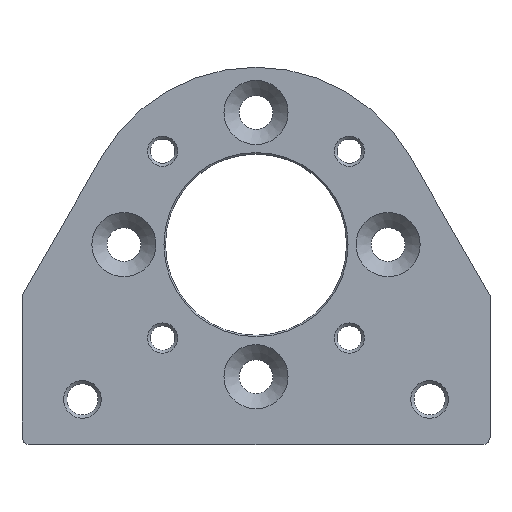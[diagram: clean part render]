
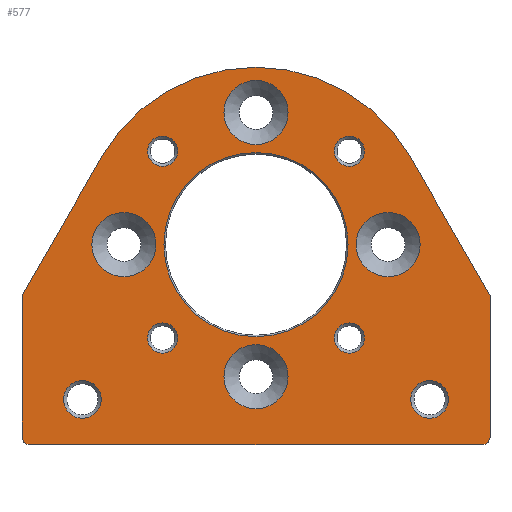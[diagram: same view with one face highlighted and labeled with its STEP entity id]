
A CAD part, top view. The second image highlights one B-rep face of the part: STEP entity #577.
In plain terms, the highlighted planar face has unit normal (0, 0, 1).
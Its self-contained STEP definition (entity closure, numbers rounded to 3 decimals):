
#39=CIRCLE('',#625,1.);
#41=CIRCLE('',#629,1.);
#43=CIRCLE('',#634,23.5);
#44=CIRCLE('',#636,12.2);
#45=CIRCLE('',#637,2.);
#46=CIRCLE('',#638,2.);
#47=CIRCLE('',#639,2.);
#48=CIRCLE('',#640,2.);
#49=CIRCLE('',#641,4.25);
#50=CIRCLE('',#642,4.25);
#51=CIRCLE('',#643,4.25);
#52=CIRCLE('',#644,4.25);
#53=CIRCLE('',#645,2.5);
#54=CIRCLE('',#646,2.5);
#130=ORIENTED_EDGE('',*,*,#250,.F.);
#131=ORIENTED_EDGE('',*,*,#251,.T.);
#132=ORIENTED_EDGE('',*,*,#252,.T.);
#133=ORIENTED_EDGE('',*,*,#253,.T.);
#134=ORIENTED_EDGE('',*,*,#254,.T.);
#135=ORIENTED_EDGE('',*,*,#255,.T.);
#136=ORIENTED_EDGE('',*,*,#256,.T.);
#137=ORIENTED_EDGE('',*,*,#257,.T.);
#138=ORIENTED_EDGE('',*,*,#258,.T.);
#139=ORIENTED_EDGE('',*,*,#259,.F.);
#140=ORIENTED_EDGE('',*,*,#260,.F.);
#141=ORIENTED_EDGE('',*,*,#228,.T.);
#142=ORIENTED_EDGE('',*,*,#232,.T.);
#143=ORIENTED_EDGE('',*,*,#235,.T.);
#144=ORIENTED_EDGE('',*,*,#238,.T.);
#145=ORIENTED_EDGE('',*,*,#241,.T.);
#146=ORIENTED_EDGE('',*,*,#244,.T.);
#147=ORIENTED_EDGE('',*,*,#247,.T.);
#148=ORIENTED_EDGE('',*,*,#249,.T.);
#228=EDGE_CURVE('',#293,#292,#348,.T.);
#232=EDGE_CURVE('',#292,#295,#352,.T.);
#235=EDGE_CURVE('',#295,#297,#39,.T.);
#238=EDGE_CURVE('',#297,#299,#356,.T.);
#241=EDGE_CURVE('',#299,#301,#41,.T.);
#244=EDGE_CURVE('',#301,#303,#360,.T.);
#247=EDGE_CURVE('',#303,#305,#363,.T.);
#249=EDGE_CURVE('',#305,#293,#43,.T.);
#250=EDGE_CURVE('',#306,#306,#44,.T.);
#251=EDGE_CURVE('',#307,#307,#45,.T.);
#252=EDGE_CURVE('',#308,#308,#46,.T.);
#253=EDGE_CURVE('',#309,#309,#47,.T.);
#254=EDGE_CURVE('',#310,#310,#48,.T.);
#255=EDGE_CURVE('',#311,#311,#49,.T.);
#256=EDGE_CURVE('',#312,#312,#50,.T.);
#257=EDGE_CURVE('',#313,#313,#51,.T.);
#258=EDGE_CURVE('',#314,#314,#52,.T.);
#259=EDGE_CURVE('',#315,#315,#53,.T.);
#260=EDGE_CURVE('',#316,#316,#54,.T.);
#292=VERTEX_POINT('',#902);
#293=VERTEX_POINT('',#904);
#295=VERTEX_POINT('',#910);
#297=VERTEX_POINT('',#916);
#299=VERTEX_POINT('',#922);
#301=VERTEX_POINT('',#928);
#303=VERTEX_POINT('',#934);
#305=VERTEX_POINT('',#940);
#306=VERTEX_POINT('',#947);
#307=VERTEX_POINT('',#949);
#308=VERTEX_POINT('',#951);
#309=VERTEX_POINT('',#953);
#310=VERTEX_POINT('',#955);
#311=VERTEX_POINT('',#957);
#312=VERTEX_POINT('',#959);
#313=VERTEX_POINT('',#961);
#314=VERTEX_POINT('',#963);
#315=VERTEX_POINT('',#965);
#316=VERTEX_POINT('',#967);
#348=LINE('',#903,#366);
#352=LINE('',#911,#370);
#356=LINE('',#923,#374);
#360=LINE('',#935,#378);
#363=LINE('',#941,#381);
#366=VECTOR('',#712,1000.);
#370=VECTOR('',#718,1000.);
#374=VECTOR('',#730,1000.);
#378=VECTOR('',#742,1000.);
#381=VECTOR('',#747,1000.);
#390=EDGE_LOOP('',(#130));
#391=EDGE_LOOP('',(#131));
#392=EDGE_LOOP('',(#132));
#393=EDGE_LOOP('',(#133));
#394=EDGE_LOOP('',(#134));
#395=EDGE_LOOP('',(#135));
#396=EDGE_LOOP('',(#136));
#397=EDGE_LOOP('',(#137));
#398=EDGE_LOOP('',(#138));
#399=EDGE_LOOP('',(#139));
#400=EDGE_LOOP('',(#140));
#401=EDGE_LOOP('',(#141,#142,#143,#144,#145,#146,#147,#148));
#480=FACE_BOUND('',#390,.T.);
#481=FACE_BOUND('',#391,.T.);
#482=FACE_BOUND('',#392,.T.);
#483=FACE_BOUND('',#393,.T.);
#484=FACE_BOUND('',#394,.T.);
#485=FACE_BOUND('',#395,.T.);
#486=FACE_BOUND('',#396,.T.);
#487=FACE_BOUND('',#397,.T.);
#488=FACE_BOUND('',#398,.T.);
#489=FACE_BOUND('',#399,.T.);
#490=FACE_BOUND('',#400,.T.);
#491=FACE_BOUND('',#401,.T.);
#567=PLANE('',#635);
#577=ADVANCED_FACE('',(#480,#481,#482,#483,#484,#485,#486,#487,#488,#489,
#490,#491),#567,.T.);
#625=AXIS2_PLACEMENT_3D('',#917,#724,#725);
#629=AXIS2_PLACEMENT_3D('',#929,#736,#737);
#634=AXIS2_PLACEMENT_3D('',#944,#752,#753);
#635=AXIS2_PLACEMENT_3D('',#945,#754,#755);
#636=AXIS2_PLACEMENT_3D('',#946,#756,#757);
#637=AXIS2_PLACEMENT_3D('',#948,#758,#759);
#638=AXIS2_PLACEMENT_3D('',#950,#760,#761);
#639=AXIS2_PLACEMENT_3D('',#952,#762,#763);
#640=AXIS2_PLACEMENT_3D('',#954,#764,#765);
#641=AXIS2_PLACEMENT_3D('',#956,#766,#767);
#642=AXIS2_PLACEMENT_3D('',#958,#768,#769);
#643=AXIS2_PLACEMENT_3D('',#960,#770,#771);
#644=AXIS2_PLACEMENT_3D('',#962,#772,#773);
#645=AXIS2_PLACEMENT_3D('',#964,#774,#775);
#646=AXIS2_PLACEMENT_3D('',#966,#776,#777);
#712=DIRECTION('',(-0.5,-0.866,0.));
#718=DIRECTION('',(0.,-1.,0.));
#724=DIRECTION('',(0.,0.,1.));
#725=DIRECTION('',(1.,0.,0.));
#730=DIRECTION('',(1.,0.,0.));
#736=DIRECTION('',(0.,0.,1.));
#737=DIRECTION('',(1.,0.,0.));
#742=DIRECTION('',(0.,1.,0.));
#747=DIRECTION('',(-0.5,0.866,0.));
#752=DIRECTION('',(0.,0.,1.));
#753=DIRECTION('',(1.,0.,0.));
#754=DIRECTION('',(0.,0.,1.));
#755=DIRECTION('',(1.,0.,0.));
#756=DIRECTION('',(0.,0.,1.));
#757=DIRECTION('',(1.,0.,0.));
#758=DIRECTION('',(0.,0.,-1.));
#759=DIRECTION('',(-1.,0.,0.));
#760=DIRECTION('',(0.,0.,-1.));
#761=DIRECTION('',(-1.,0.,0.));
#762=DIRECTION('',(0.,0.,-1.));
#763=DIRECTION('',(-1.,0.,0.));
#764=DIRECTION('',(0.,0.,-1.));
#765=DIRECTION('',(-1.,0.,0.));
#766=DIRECTION('',(0.,0.,-1.));
#767=DIRECTION('',(-1.,0.,0.));
#768=DIRECTION('',(0.,0.,-1.));
#769=DIRECTION('',(-1.,0.,0.));
#770=DIRECTION('',(0.,0.,-1.));
#771=DIRECTION('',(-1.,0.,0.));
#772=DIRECTION('',(0.,0.,-1.));
#773=DIRECTION('',(-1.,0.,0.));
#774=DIRECTION('',(0.,0.,1.));
#775=DIRECTION('',(1.,0.,0.));
#776=DIRECTION('',(0.,0.,1.));
#777=DIRECTION('',(1.,0.,0.));
#902=CARTESIAN_POINT('',(-31.,-6.694,8.));
#903=CARTESIAN_POINT('',(-20.352,11.75,8.));
#904=CARTESIAN_POINT('',(-20.352,11.75,8.));
#910=CARTESIAN_POINT('',(-31.,-25.5,8.));
#911=CARTESIAN_POINT('',(-31.,-6.694,8.));
#916=CARTESIAN_POINT('',(-30.,-26.5,8.));
#917=CARTESIAN_POINT('',(-30.,-25.5,8.));
#922=CARTESIAN_POINT('',(30.,-26.5,8.));
#923=CARTESIAN_POINT('',(-30.,-26.5,8.));
#928=CARTESIAN_POINT('',(31.,-25.5,8.));
#929=CARTESIAN_POINT('',(30.,-25.5,8.));
#934=CARTESIAN_POINT('',(31.,-6.694,8.));
#935=CARTESIAN_POINT('',(31.,-25.5,8.));
#940=CARTESIAN_POINT('',(20.352,11.75,8.));
#941=CARTESIAN_POINT('',(31.,-6.694,8.));
#944=CARTESIAN_POINT('',(0.,0.,8.));
#945=CARTESIAN_POINT('',(-30.,-25.5,8.));
#946=CARTESIAN_POINT('',(0.,0.,8.));
#947=CARTESIAN_POINT('',(12.2,0.,8.));
#948=CARTESIAN_POINT('',(12.374,-12.374,8.));
#949=CARTESIAN_POINT('',(10.374,-12.374,8.));
#950=CARTESIAN_POINT('',(-12.374,12.374,8.));
#951=CARTESIAN_POINT('',(-14.374,12.374,8.));
#952=CARTESIAN_POINT('',(-12.374,-12.374,8.));
#953=CARTESIAN_POINT('',(-14.374,-12.374,8.));
#954=CARTESIAN_POINT('',(12.374,12.374,8.));
#955=CARTESIAN_POINT('',(10.374,12.374,8.));
#956=CARTESIAN_POINT('',(17.5,0.,8.));
#957=CARTESIAN_POINT('',(13.25,0.,8.));
#958=CARTESIAN_POINT('',(-17.5,0.,8.));
#959=CARTESIAN_POINT('',(-21.75,0.,8.));
#960=CARTESIAN_POINT('',(0.,-17.5,8.));
#961=CARTESIAN_POINT('',(-4.25,-17.5,8.));
#962=CARTESIAN_POINT('',(0.,17.5,8.));
#963=CARTESIAN_POINT('',(-4.25,17.5,8.));
#964=CARTESIAN_POINT('',(23.,-20.5,8.));
#965=CARTESIAN_POINT('',(25.5,-20.5,8.));
#966=CARTESIAN_POINT('',(-23.,-20.5,8.));
#967=CARTESIAN_POINT('',(-20.5,-20.5,8.));
